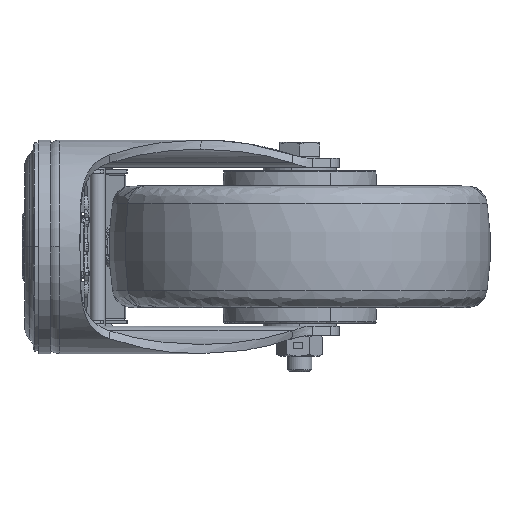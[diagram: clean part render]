
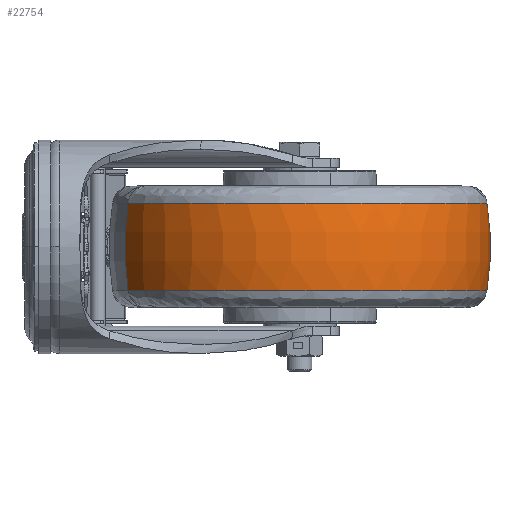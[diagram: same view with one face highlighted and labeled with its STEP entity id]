
A CAD part, left-side view. The second image highlights one B-rep face of the part: STEP entity #22754.
In plain terms, the highlighted toroidal (fillet/blend) face has major radius 37.5 mm and minor radius 100 mm.
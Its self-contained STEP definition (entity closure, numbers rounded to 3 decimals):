
#2665 = DIRECTION ( 'NONE',  ( 0.403, -0.915, 0. ) ) ;
#3473 = CARTESIAN_POINT ( 'NONE',  ( 40., -91., 14.337 ) ) ;
#4449 = CARTESIAN_POINT ( 'NONE',  ( 64.785, -147.249, -14.337 ) ) ;
#4678 = CARTESIAN_POINT ( 'NONE',  ( 40., -91., -14.337 ) ) ;
#5005 = EDGE_CURVE ( 'NONE', #33044, #22944, #9147, .T. ) ;
#5754 = CIRCLE ( 'NONE', #34822, 61.467 ) ;
#5817 = VERTEX_POINT ( 'NONE', #47983 ) ;
#6059 = CARTESIAN_POINT ( 'NONE',  ( 40., -91., 0. ) ) ;
#6241 = ORIENTED_EDGE ( 'NONE', *, *, #38692, .T. ) ;
#7097 = DIRECTION ( 'NONE',  ( 0.403, -0.915, 0. ) ) ;
#7760 = AXIS2_PLACEMENT_3D ( 'NONE', #30144, #18422, #41931 ) ;
#9147 = CIRCLE ( 'NONE', #50809, 61.467 ) ;
#10186 = FACE_OUTER_BOUND ( 'NONE', #19882, .T. ) ;
#10451 = DIRECTION ( 'NONE',  ( 0., 0., -1. ) ) ;
#12152 = ORIENTED_EDGE ( 'NONE', *, *, #25666, .T. ) ;
#13654 = CIRCLE ( 'NONE', #31931, 100. ) ;
#15373 = AXIS2_PLACEMENT_3D ( 'NONE', #6059, #10451, #2665 ) ;
#16557 = CARTESIAN_POINT ( 'NONE',  ( 15.215, -34.751, -14.337 ) ) ;
#18422 = DIRECTION ( 'NONE',  ( 0.915, 0.403, 0. ) ) ;
#19882 = EDGE_LOOP ( 'NONE', ( #12152, #6241, #26717, #25985 ) ) ;
#19972 = DIRECTION ( 'NONE',  ( -0.403, 0.915, 0. ) ) ;
#20496 = DIRECTION ( 'NONE',  ( 0., 0., 1. ) ) ;
#20810 = DIRECTION ( 'NONE',  ( -0.915, -0.403, 0. ) ) ;
#21055 = CIRCLE ( 'NONE', #7760, 100. ) ;
#22116 = EDGE_CURVE ( 'NONE', #30592, #22944, #21055, .T. ) ;
#22376 = CARTESIAN_POINT ( 'NONE',  ( 64.785, -147.249, 14.337 ) ) ;
#22754 = ADVANCED_FACE ( 'NONE', ( #10186 ), #37857, .T. ) ;
#22944 = VERTEX_POINT ( 'NONE', #4449 ) ;
#25666 = EDGE_CURVE ( 'NONE', #30592, #5817, #5754, .T. ) ;
#25985 = ORIENTED_EDGE ( 'NONE', *, *, #22116, .F. ) ;
#26717 = ORIENTED_EDGE ( 'NONE', *, *, #5005, .T. ) ;
#30144 = CARTESIAN_POINT ( 'NONE',  ( 24.879, -56.684, 0. ) ) ;
#30592 = VERTEX_POINT ( 'NONE', #22376 ) ;
#31931 = AXIS2_PLACEMENT_3D ( 'NONE', #45138, #20810, #33344 ) ;
#33044 = VERTEX_POINT ( 'NONE', #16557 ) ;
#33344 = DIRECTION ( 'NONE',  ( 0.403, -0.915, 0. ) ) ;
#34822 = AXIS2_PLACEMENT_3D ( 'NONE', #3473, #42799, #7097 ) ;
#37857 = TOROIDAL_SURFACE ( 'NONE', #15373, -37.5, 100. ) ;
#38692 = EDGE_CURVE ( 'NONE', #5817, #33044, #13654, .T. ) ;
#41931 = DIRECTION ( 'NONE',  ( -0.403, 0.915, 0. ) ) ;
#42799 = DIRECTION ( 'NONE',  ( 0., 0., -1. ) ) ;
#45138 = CARTESIAN_POINT ( 'NONE',  ( 55.121, -125.316, 0. ) ) ;
#47983 = CARTESIAN_POINT ( 'NONE',  ( 15.215, -34.751, 14.337 ) ) ;
#50809 = AXIS2_PLACEMENT_3D ( 'NONE', #4678, #20496, #19972 ) ;
